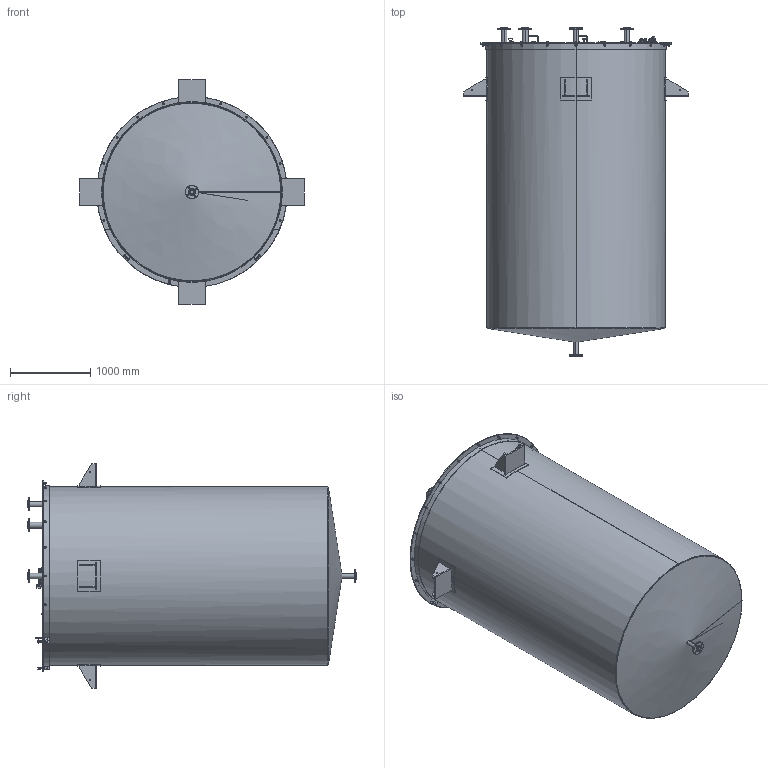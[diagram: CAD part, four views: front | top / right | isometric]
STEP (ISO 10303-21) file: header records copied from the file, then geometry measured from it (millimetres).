
FILE_DESCRIPTION(('FreeCAD Model'),'2;1');
FILE_NAME('Open CASCADE Shape Model','2025-05-09T19:40:32',('FreeCAD'),( 'FreeCAD'),'Open CASCADE STEP processor 7.6','FreeCAD','Unknown');
FILE_SCHEMA(('AUTOMOTIVE_DESIGN { 1 0 10303 214 1 1 1 1 }'));
Products named in the file (1): Open CASCADE STEP translator 7.6 1
Bounding box: 2810.06 x 4110.77 x 2810.06 mm (x, y, z)
Volume: 314434163 mm3; surface area: 73275185.9 mm2
Topology: 137 solids, 137 shells, 4698 faces, 11504 edges, 7091 vertices
Faces by surface type: bspline 4698
Entity records: 240788 total; most frequent: CARTESIAN_POINT 178259, ORIENTED_EDGE 22896, EDGE_CURVE 11448, VERTEX_POINT 7091, FACE_BOUND 5123, EDGE_LOOP 5123, B_SPLINE_CURVE_WITH_KNOTS 4999, ADVANCED_FACE 4698
